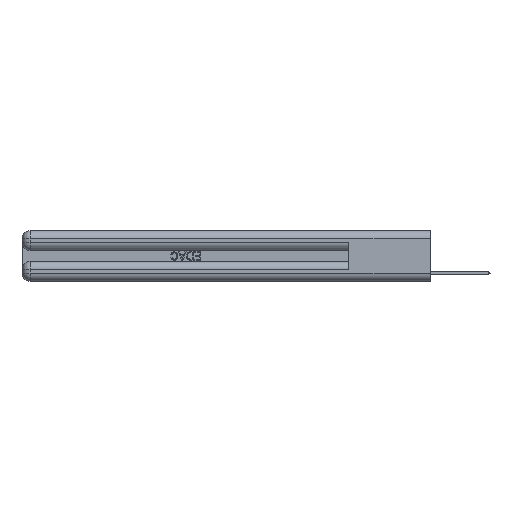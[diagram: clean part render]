
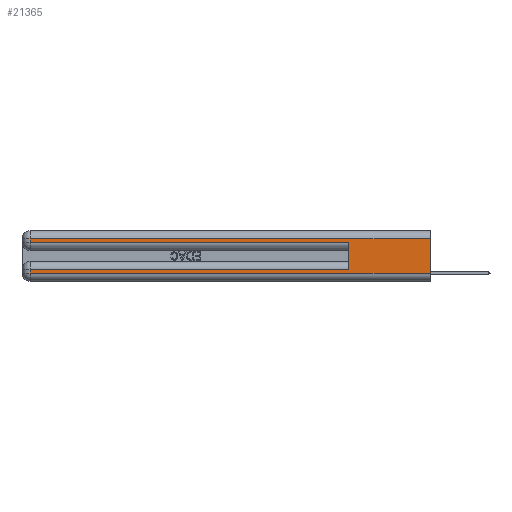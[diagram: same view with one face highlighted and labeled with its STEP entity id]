
A CAD part, left-side view. The second image highlights one B-rep face of the part: STEP entity #21365.
In plain terms, the highlighted planar face has unit normal (-1, 0, 0).
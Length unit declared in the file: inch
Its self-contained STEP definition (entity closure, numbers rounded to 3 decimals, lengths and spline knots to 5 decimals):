
#322 = LINE ( 'NONE', #18931, #1084 ) ;
#1006 = ORIENTED_EDGE ( 'NONE', *, *, #19448, .T. ) ;
#1084 = VECTOR ( 'NONE', #28315, 39.37008 ) ;
#1145 = DIRECTION ( 'NONE',  ( 0., -1., 0. ) ) ;
#1200 = CARTESIAN_POINT ( 'NONE',  ( 0., 0.6, 0.145 ) ) ;
#1862 = VERTEX_POINT ( 'NONE', #8489 ) ;
#2299 = VECTOR ( 'NONE', #2751, 39.37008 ) ;
#2530 = CARTESIAN_POINT ( 'NONE',  ( 0., 2.94, 0.31 ) ) ;
#2751 = DIRECTION ( 'NONE',  ( 0., 1., 0. ) ) ;
#3167 = VERTEX_POINT ( 'NONE', #25326 ) ;
#3550 = VECTOR ( 'NONE', #19905, 39.37008 ) ;
#3791 = ORIENTED_EDGE ( 'NONE', *, *, #15602, .T. ) ;
#4442 = CARTESIAN_POINT ( 'NONE',  ( 0., 2.94, 0.37 ) ) ;
#4945 = VECTOR ( 'NONE', #5299, 39.37008 ) ;
#5299 = DIRECTION ( 'NONE',  ( 0., 0., 1. ) ) ;
#5699 = CARTESIAN_POINT ( 'NONE',  ( 0., 0., 0.085 ) ) ;
#6038 = EDGE_CURVE ( 'NONE', #3167, #1862, #8130, .T. ) ;
#6357 = DIRECTION ( 'NONE',  ( 0., 0., -1. ) ) ;
#6383 = EDGE_CURVE ( 'NONE', #6621, #11486, #17452, .T. ) ;
#6621 = VERTEX_POINT ( 'NONE', #11331 ) ;
#6975 = VECTOR ( 'NONE', #1145, 39.37008 ) ;
#7609 = EDGE_CURVE ( 'NONE', #16583, #13913, #22530, .T. ) ;
#8130 = LINE ( 'NONE', #5699, #3550 ) ;
#8489 = CARTESIAN_POINT ( 'NONE',  ( 0., 2.94, 0.085 ) ) ;
#8506 = CARTESIAN_POINT ( 'NONE',  ( 0., 0., 0.37 ) ) ;
#9747 = CARTESIAN_POINT ( 'NONE',  ( 0., 0., 0.31 ) ) ;
#11331 = CARTESIAN_POINT ( 'NONE',  ( 0., 2.94, 0.06 ) ) ;
#11486 = VERTEX_POINT ( 'NONE', #27771 ) ;
#12901 = FACE_OUTER_BOUND ( 'NONE', #24159, .T. ) ;
#13611 = DIRECTION ( 'NONE',  ( 0., 0., -1. ) ) ;
#13913 = VERTEX_POINT ( 'NONE', #18038 ) ;
#14103 = EDGE_CURVE ( 'NONE', #18885, #11486, #322, .T. ) ;
#14128 = ORIENTED_EDGE ( 'NONE', *, *, #21213, .F. ) ;
#14351 = DIRECTION ( 'NONE',  ( 0., 0., -1. ) ) ;
#15602 = EDGE_CURVE ( 'NONE', #13913, #18803, #18322, .T. ) ;
#15897 = ORIENTED_EDGE ( 'NONE', *, *, #6383, .T. ) ;
#16583 = VERTEX_POINT ( 'NONE', #2530 ) ;
#17452 = LINE ( 'NONE', #22069, #6975 ) ;
#18038 = CARTESIAN_POINT ( 'NONE',  ( 0., 2.94, 0.285 ) ) ;
#18322 = LINE ( 'NONE', #22643, #22948 ) ;
#18725 = VECTOR ( 'NONE', #13611, 39.37008 ) ;
#18803 = VERTEX_POINT ( 'NONE', #22698 ) ;
#18885 = VERTEX_POINT ( 'NONE', #27296 ) ;
#18931 = CARTESIAN_POINT ( 'NONE',  ( 0., 0., 0.37 ) ) ;
#19448 = EDGE_CURVE ( 'NONE', #1862, #6621, #25423, .T. ) ;
#19905 = DIRECTION ( 'NONE',  ( 0., 1., 0. ) ) ;
#21213 = EDGE_CURVE ( 'NONE', #3167, #18803, #24285, .T. ) ;
#21365 = ADVANCED_FACE ( 'NONE', ( #12901 ), #24905, .F. ) ;
#21704 = ORIENTED_EDGE ( 'NONE', *, *, #7609, .T. ) ;
#22069 = CARTESIAN_POINT ( 'NONE',  ( 0., 0., 0.06 ) ) ;
#22530 = LINE ( 'NONE', #27449, #18725 ) ;
#22643 = CARTESIAN_POINT ( 'NONE',  ( 0., 0., 0.285 ) ) ;
#22698 = CARTESIAN_POINT ( 'NONE',  ( 0., 0.6, 0.285 ) ) ;
#22948 = VECTOR ( 'NONE', #27701, 39.37008 ) ;
#23706 = LINE ( 'NONE', #9747, #2299 ) ;
#23887 = ORIENTED_EDGE ( 'NONE', *, *, #6038, .T. ) ;
#24021 = AXIS2_PLACEMENT_3D ( 'NONE', #8506, #27346, #6357 ) ;
#24159 = EDGE_LOOP ( 'NONE', ( #26568, #25620, #21704, #3791, #14128, #23887, #1006, #15897 ) ) ;
#24285 = LINE ( 'NONE', #1200, #4945 ) ;
#24905 = PLANE ( 'NONE',  #24021 ) ;
#25326 = CARTESIAN_POINT ( 'NONE',  ( 0., 0.6, 0.085 ) ) ;
#25423 = LINE ( 'NONE', #4442, #29871 ) ;
#25620 = ORIENTED_EDGE ( 'NONE', *, *, #28745, .T. ) ;
#26568 = ORIENTED_EDGE ( 'NONE', *, *, #14103, .F. ) ;
#27296 = CARTESIAN_POINT ( 'NONE',  ( 0., 0., 0.31 ) ) ;
#27346 = DIRECTION ( 'NONE',  ( 1., 0., 0. ) ) ;
#27449 = CARTESIAN_POINT ( 'NONE',  ( 0., 2.94, 0.37 ) ) ;
#27701 = DIRECTION ( 'NONE',  ( 0., -1., 0. ) ) ;
#27771 = CARTESIAN_POINT ( 'NONE',  ( 0., 0., 0.06 ) ) ;
#28315 = DIRECTION ( 'NONE',  ( 0., 0., -1. ) ) ;
#28745 = EDGE_CURVE ( 'NONE', #18885, #16583, #23706, .T. ) ;
#29871 = VECTOR ( 'NONE', #14351, 39.37008 ) ;
